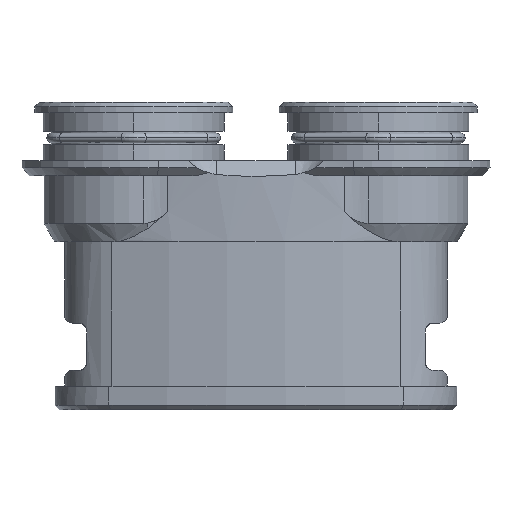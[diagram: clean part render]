
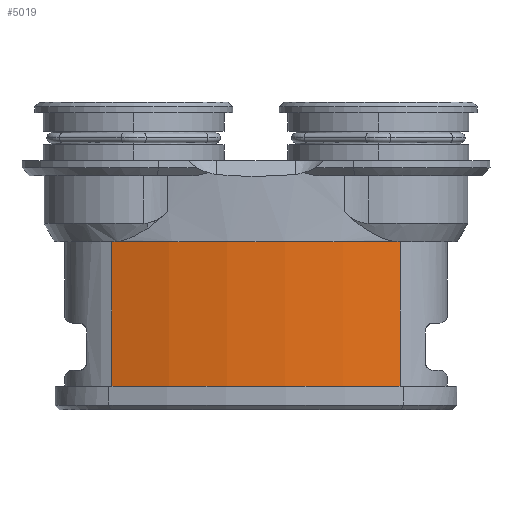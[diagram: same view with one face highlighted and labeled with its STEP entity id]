
A CAD part, front view. The second image highlights one B-rep face of the part: STEP entity #5019.
In plain terms, the highlighted cylindrical face has radius 29.03 mm (diameter 58.06 mm), a partial arc.
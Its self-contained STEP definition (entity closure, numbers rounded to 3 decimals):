
#1528=CARTESIAN_POINT('',(0.,23.4,-13.34));
#1529=DIRECTION('',(0.,0.,1.));
#1530=DIRECTION('',(-0.314,-0.949,0.));
#1531=AXIS2_PLACEMENT_3D('',#1528,#1529,#1530);
#1658=DIRECTION('',(0.,0.,-1.));
#1659=VECTOR('',#1658,9.15);
#1660=CARTESIAN_POINT('',(9.127,-4.158,-4.19));
#1661=LINE('',#1660,#1659);
#1662=DIRECTION('',(0.,0.,-1.));
#1663=VECTOR('',#1662,9.15);
#1664=CARTESIAN_POINT('',(-9.127,-4.158,-4.19));
#1665=LINE('',#1664,#1663);
#1798=CARTESIAN_POINT('',(0.,23.4,-4.19));
#1799=DIRECTION('',(0.,0.,1.));
#1800=DIRECTION('',(-0.314,-0.949,0.));
#1801=AXIS2_PLACEMENT_3D('',#1798,#1799,#1800);
#3515=CARTESIAN_POINT('',(9.127,-4.158,-13.34));
#3516=VERTEX_POINT('',#3515);
#3517=CARTESIAN_POINT('',(-9.127,-4.158,-13.34));
#3518=VERTEX_POINT('',#3517);
#3523=CARTESIAN_POINT('',(9.127,-4.158,-4.19));
#3524=VERTEX_POINT('',#3523);
#3525=CARTESIAN_POINT('',(-9.127,-4.158,-4.19));
#3526=VERTEX_POINT('',#3525);
#5006=CARTESIAN_POINT('',(0.,23.4,-13.34));
#5007=DIRECTION('',(0.,0.,1.));
#5008=DIRECTION('',(1.,0.,0.));
#5009=AXIS2_PLACEMENT_3D('',#5006,#5007,#5008);
#5010=CYLINDRICAL_SURFACE('',#5009,29.03);
#5011=ORIENTED_EDGE('',*,*,#4940,.F.);
#5013=ORIENTED_EDGE('',*,*,#5012,.F.);
#5015=ORIENTED_EDGE('',*,*,#5014,.T.);
#5016=ORIENTED_EDGE('',*,*,#4968,.T.);
#5017=EDGE_LOOP('',(#5011,#5013,#5015,#5016));
#5018=FACE_OUTER_BOUND('',#5017,.F.);
#5019=ADVANCED_FACE('',(#5018),#5010,.T.);
#1532=CIRCLE('',#1531,29.03);
#1802=CIRCLE('',#1801,29.03);
#4940=EDGE_CURVE('',#3518,#3516,#1532,.T.);
#4968=EDGE_CURVE('',#3524,#3516,#1661,.T.);
#5012=EDGE_CURVE('',#3526,#3518,#1665,.T.);
#5014=EDGE_CURVE('',#3526,#3524,#1802,.T.);
